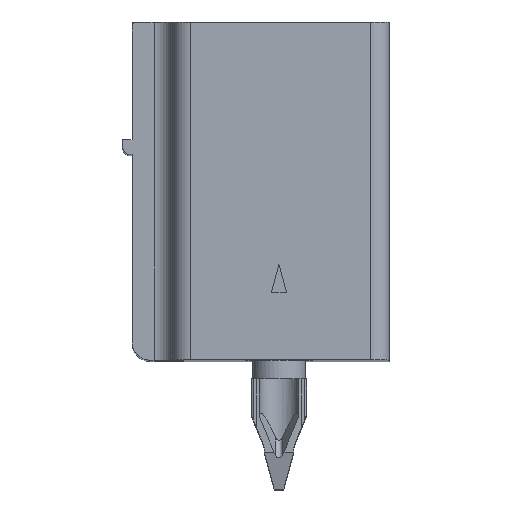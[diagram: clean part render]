
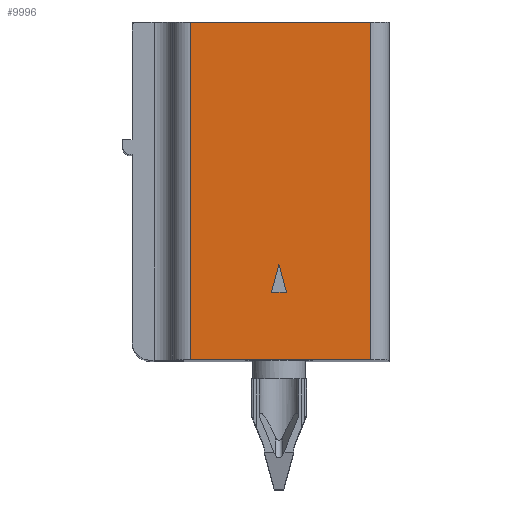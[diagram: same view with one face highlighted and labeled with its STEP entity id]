
A CAD part, top view. The second image highlights one B-rep face of the part: STEP entity #9996.
In plain terms, the highlighted planar face has unit normal (0, 0, 1).
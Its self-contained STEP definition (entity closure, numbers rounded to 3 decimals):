
#248=FACE_BOUND('',#1482,.T.);
#896=FACE_OUTER_BOUND('',#1481,.T.);
#1481=EDGE_LOOP('',(#7957,#7958,#7959,#7960));
#1482=EDGE_LOOP('',(#7961,#7962,#7963));
#1643=LINE('',#13853,#2686);
#1646=LINE('',#13859,#2689);
#1648=LINE('',#13862,#2691);
#1695=LINE('',#13989,#2738);
#1992=LINE('',#14818,#3035);
#2199=LINE('',#15372,#3242);
#2461=LINE('',#16074,#3504);
#2686=VECTOR('',#11101,1.);
#2689=VECTOR('',#11106,1.);
#2691=VECTOR('',#11110,1.);
#2738=VECTOR('',#11215,1.);
#3035=VECTOR('',#11924,1.);
#3242=VECTOR('',#12431,1.);
#3504=VECTOR('',#13163,1.);
#3734=VERTEX_POINT('',#13846);
#3737=VERTEX_POINT('',#13851);
#3738=VERTEX_POINT('',#13855);
#3789=VERTEX_POINT('',#13986);
#3790=VERTEX_POINT('',#13988);
#4050=VERTEX_POINT('',#14816);
#4220=VERTEX_POINT('',#15371);
#4591=EDGE_CURVE('',#3734,#3737,#1643,.T.);
#4594=EDGE_CURVE('',#3738,#3734,#1646,.T.);
#4596=EDGE_CURVE('',#3737,#3738,#1648,.T.);
#4655=EDGE_CURVE('',#3789,#3790,#1695,.T.);
#5031=EDGE_CURVE('',#3789,#4050,#1992,.T.);
#5296=EDGE_CURVE('',#4220,#3790,#2199,.T.);
#5639=EDGE_CURVE('',#4220,#4050,#2461,.T.);
#7957=ORIENTED_EDGE('',*,*,#5639,.F.);
#7958=ORIENTED_EDGE('',*,*,#5296,.T.);
#7959=ORIENTED_EDGE('',*,*,#4655,.F.);
#7960=ORIENTED_EDGE('',*,*,#5031,.T.);
#7961=ORIENTED_EDGE('',*,*,#4594,.T.);
#7962=ORIENTED_EDGE('',*,*,#4591,.T.);
#7963=ORIENTED_EDGE('',*,*,#4596,.T.);
#8940=PLANE('',#10846);
#9996=ADVANCED_FACE('',(#896,#248),#8940,.T.);
#10846=AXIS2_PLACEMENT_3D('',#16073,#13161,#13162);
#11101=DIRECTION('',(0.966,-0.259,0.));
#11106=DIRECTION('',(0.,1.,0.));
#11110=DIRECTION('',(-0.966,-0.259,0.));
#11215=DIRECTION('',(1.,0.,0.));
#11924=DIRECTION('',(0.,-1.,0.));
#12431=DIRECTION('',(0.,1.,0.));
#13161=DIRECTION('center_axis',(0.,0.,1.));
#13162=DIRECTION('ref_axis',(1.,0.,0.));
#13163=DIRECTION('',(-1.,0.,0.));
#13846=CARTESIAN_POINT('',(1.85,3.201,7.1));
#13851=CARTESIAN_POINT('',(2.6,3.,7.1));
#13853=CARTESIAN_POINT('',(0.,3.697,7.1));
#13855=CARTESIAN_POINT('',(1.85,2.799,7.1));
#13859=CARTESIAN_POINT('',(1.85,0.,7.1));
#13862=CARTESIAN_POINT('',(0.,2.303,7.1));
#13986=CARTESIAN_POINT('',(0.,5.4,7.1));
#13988=CARTESIAN_POINT('',(9.2,5.4,7.1));
#13989=CARTESIAN_POINT('',(0.,5.4,7.1));
#14816=CARTESIAN_POINT('',(0.,0.5,7.1));
#14818=CARTESIAN_POINT('',(0.,0.,7.1));
#15371=CARTESIAN_POINT('',(9.2,0.5,7.1));
#15372=CARTESIAN_POINT('',(9.2,0.,7.1));
#16073=CARTESIAN_POINT('Origin',(0.,0.,7.1));
#16074=CARTESIAN_POINT('',(0.,0.5,7.1));
